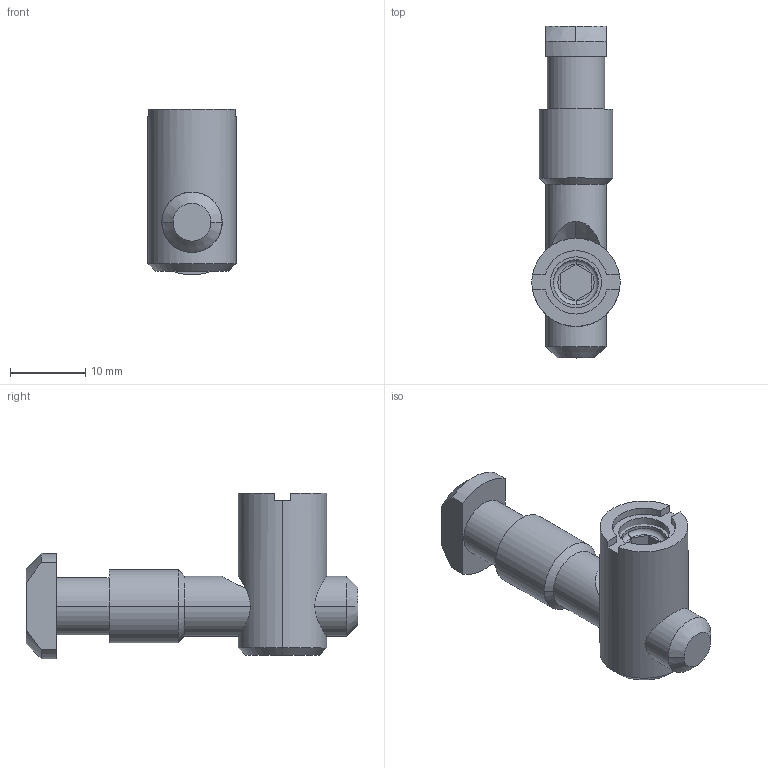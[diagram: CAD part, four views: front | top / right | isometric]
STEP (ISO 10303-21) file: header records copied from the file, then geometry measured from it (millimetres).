
FILE_DESCRIPTION (( 'STEP AP214' ), '1' );
FILE_NAME ('SNSD.30.50.07 Óãëîâîé ñîåäèíèòåëü 90 ãðàäóñîâ, ïàç 8(D52).STEP', '2014-11-13T13:52:25', ( 'XTreme.ws' ), ( 'XTreme.ws' ), 'SwSTEP 2.0', 'SolidWorks 2014', '' );
FILE_SCHEMA (( 'AUTOMOTIVE_DESIGN' ));
Length unit declared in the file: millimetre
Products named in the file (4): SNSD.30.50.26 眈錼鐻00; SNSD.30.50.27 栺魛鳧_00; SNSD.30.50.07  Óãëîâîé ñîåäèíèòåëü 90 ãðàäóñîâ, ïàç 8(D52); SNSD.30.50.25 鎔艜_00
Assembly tree (3 placements, depth 2):
  SNSD.30.50.07  Óãëîâîé ñîåäèíèòåëü 90 ãðàäóñîâ, ïàç 8(D52)
    SNSD.30.50.26 眈錼鐻00
    SNSD.30.50.25 鎔艜_00
    SNSD.30.50.27 栺魛鳧_00
Bounding box: 11.7 x 44 x 21.97 mm (x, y, z)
Volume: 4131.6 mm3; surface area: 3127 mm2
Topology: 3 solids, 3 shells, 60 faces, 135 edges, 86 vertices
Faces by surface type: plane 25, cylinder 20, cone 13, torus 2
Entity records: 2173 total; most frequent: CARTESIAN_POINT 601, DIRECTION 309, ORIENTED_EDGE 270, EDGE_CURVE 135, AXIS2_PLACEMENT_3D 120, VERTEX_POINT 86, EDGE_LOOP 69, VECTOR 69
